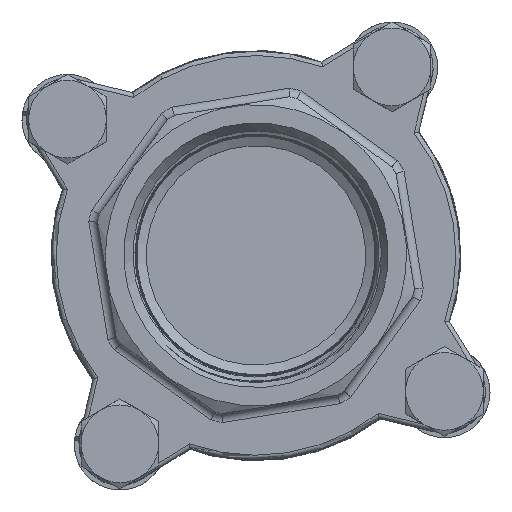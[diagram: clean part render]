
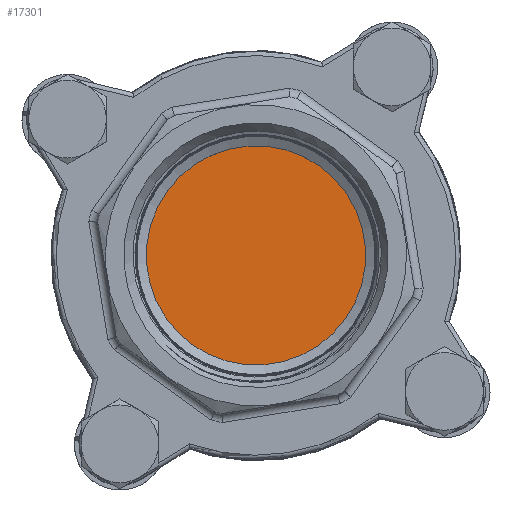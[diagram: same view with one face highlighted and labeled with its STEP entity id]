
A CAD part, top view. The second image highlights one B-rep face of the part: STEP entity #17301.
In plain terms, the highlighted planar face has unit normal (0, 0, 1).
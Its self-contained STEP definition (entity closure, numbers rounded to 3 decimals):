
#17285=CARTESIAN_POINT('',(0.0,0.0,5.));
#17286=DIRECTION('',(0.0,0.0,1.0));
#17287=DIRECTION('',(-1.0,0.0,0.0));
#17288=AXIS2_PLACEMENT_3D('',#17285,#17286,#17287);
#17289=PLANE('',#17288);
#17290=CARTESIAN_POINT('',(27.5,0.0,5.));
#17291=VERTEX_POINT('',#17290);
#17292=CARTESIAN_POINT('',(0.0,0.0,5.0));
#17293=DIRECTION('',(0.0,0.0,-1.0));
#17294=DIRECTION('',(1.0,0.0,0.0));
#17295=AXIS2_PLACEMENT_3D('',#17292,#17293,#17294);
#17296=CIRCLE('',#17295,27.5);
#17297=EDGE_CURVE('',#17291,#17291,#17296,.T.);
#17298=ORIENTED_EDGE('',*,*,#17297,.F.);
#17299=EDGE_LOOP('',(#17298));
#17300=FACE_OUTER_BOUND('',#17299,.T.);
#17301=ADVANCED_FACE('',(#17300),#17289,.T.);
